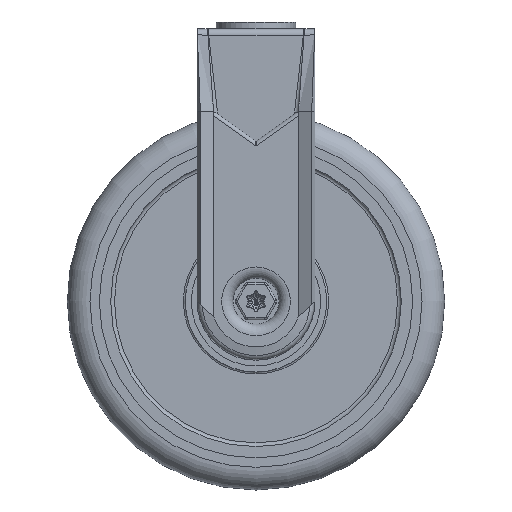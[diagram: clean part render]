
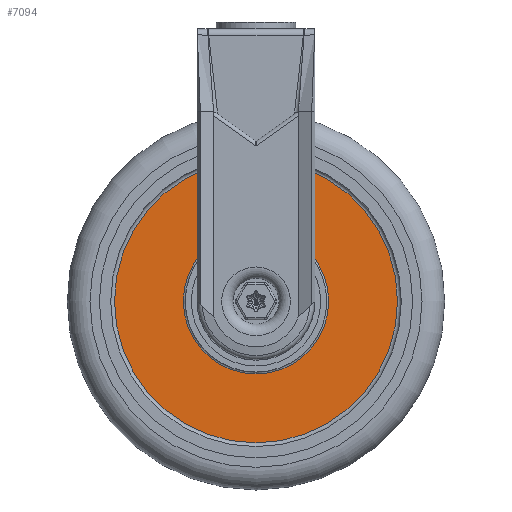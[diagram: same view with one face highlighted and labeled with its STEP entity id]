
A CAD part, front view. The second image highlights one B-rep face of the part: STEP entity #7094.
In plain terms, the highlighted planar face has unit normal (0, -1, 0).
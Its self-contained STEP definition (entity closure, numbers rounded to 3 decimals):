
#263=FACE_BOUND('',#1089,.T.);
#366=PLANE('',#7768);
#629=FACE_OUTER_BOUND('',#1088,.T.);
#1088=EDGE_LOOP('',(#5231));
#1089=EDGE_LOOP('',(#5232));
#1555=CIRCLE('',#7714,19.25);
#1560=CIRCLE('',#7720,37.5);
#3034=VERTEX_POINT('',#18619);
#3037=VERTEX_POINT('',#18627);
#3818=EDGE_CURVE('',#3034,#3034,#1555,.T.);
#3823=EDGE_CURVE('',#3037,#3037,#1560,.T.);
#5231=ORIENTED_EDGE('',*,*,#3823,.F.);
#5232=ORIENTED_EDGE('',*,*,#3818,.T.);
#7094=ADVANCED_FACE('',(#629,#263),#366,.T.);
#7714=AXIS2_PLACEMENT_3D('',#18620,#8977,#8978);
#7720=AXIS2_PLACEMENT_3D('',#18629,#8989,#8990);
#7768=AXIS2_PLACEMENT_3D('',#18719,#9098,#9099);
#8977=DIRECTION('center_axis',(0.,1.,0.));
#8978=DIRECTION('ref_axis',(-1.,0.,0.));
#8989=DIRECTION('center_axis',(0.,1.,0.));
#8990=DIRECTION('ref_axis',(-1.,0.,0.));
#9098=DIRECTION('center_axis',(0.,-1.,0.));
#9099=DIRECTION('ref_axis',(0.,0.,-1.));
#18619=CARTESIAN_POINT('',(0.,-2.,19.25));
#18620=CARTESIAN_POINT('Origin',(0.,-2.,
0.));
#18627=CARTESIAN_POINT('',(0.,-2.,37.5));
#18629=CARTESIAN_POINT('Origin',(0.,-2.,0.));
#18719=CARTESIAN_POINT('Origin',(-28.375,-2.,0.));
